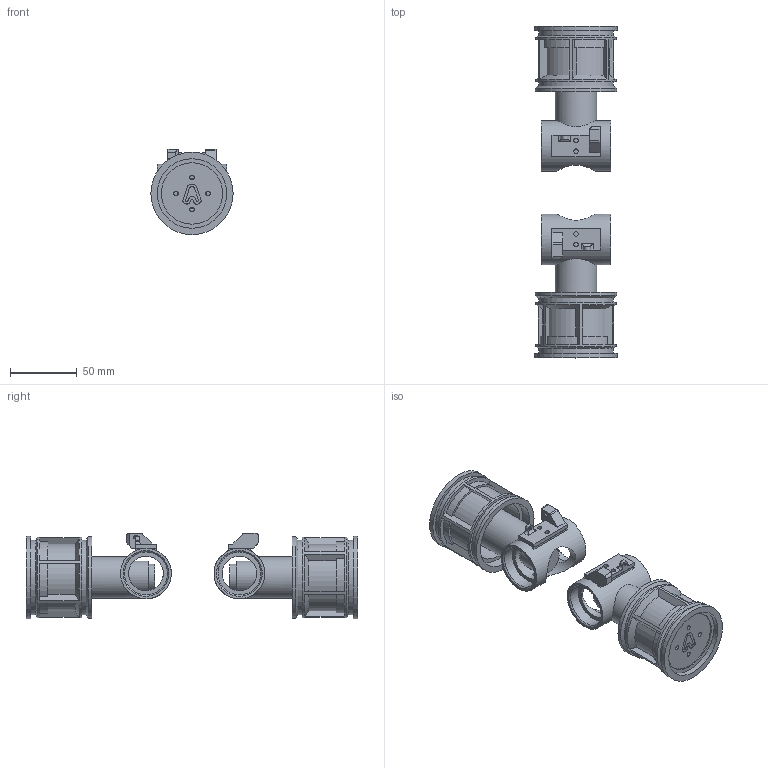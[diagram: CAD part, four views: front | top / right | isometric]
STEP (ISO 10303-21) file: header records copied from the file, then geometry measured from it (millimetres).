
FILE_DESCRIPTION(/* description */ (''),/* implementation_level */ '2;1');
FILE_NAME(/* name */ 'Suspension Partial Axis and Attachment Plate.step',/* time_stamp */ '2025-04-26T00:36:36+02:00',/* author */ (''),/* organization */ (''),/* preprocessor_version */ 'ST-DEVELOPER v20.1',/* originating_system */ 'Autodesk Translation Framework v14.4.0.0',/* authorisation */ '');
FILE_SCHEMA (('AUTOMOTIVE_DESIGN { 1 0 10303 214 3 1 1 }'));
Length unit declared in the file: millimetre
Products named in the file (5): Thumper Achse V2; Motorgehäuse; Motor Kupplung; Felge; Motor
Assembly tree (7 placements, depth 2):
  Thumper Achse V2
    Motorgehäuse
    Motor Kupplung  x2
    Felge  x2
    Motor  x2
Bounding box: 61.6 x 248.49 x 63.79 mm (x, y, z)
Volume: 212753.3 mm3; surface area: 116645.8 mm2
Topology: 12 solids, 12 shells, 486 faces, 1228 edges, 816 vertices
Faces by surface type: plane 192, cylinder 142, bspline 120, cone 26, torus 6
Full cylindrical faces by diameter (mm): 2 x2, 2.4 x16, 2.56 x2, 3 x8, 3.3 x8, 3.4 x4, 3.9 x8, 4 x2, 4.1 x4, 6 x2, 14 x2, 15 x2, 20 x2, 24.4 x2, 25 x4, 26 x2, 31 x6, 32.2 x4, 38 x2, 43 x2, 46 x4, 52 x4, 56 x4, 60 x2, 61.1 x2, 61.6 x2
Entity records: 10721 total; most frequent: CARTESIAN_POINT 3451, ORIENTED_EDGE 1566, DIRECTION 1347, EDGE_CURVE 783, VERTEX_POINT 519, AXIS2_PLACEMENT_3D 496, EDGE_LOOP 418, LINE 355
